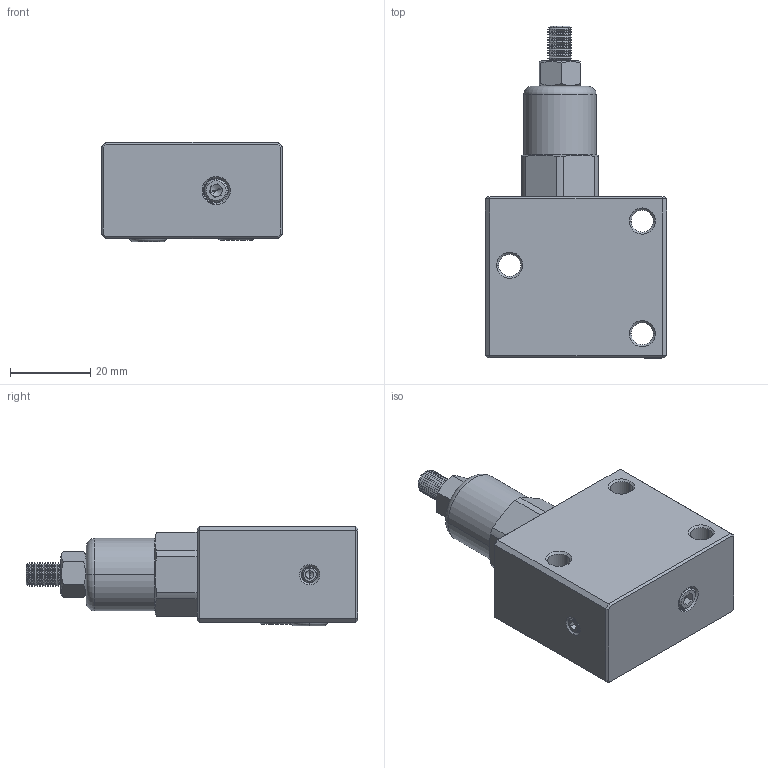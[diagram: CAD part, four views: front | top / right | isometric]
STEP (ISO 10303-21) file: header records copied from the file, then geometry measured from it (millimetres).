
FILE_DESCRIPTION (( 'STEP AP203' ), '1' );
FILE_NAME ('CLSV-A油压顺序阀三维图.STEP', '2013-10-17T06:15:46', ( '微软中国' ), ( '微软用户' ), 'SwSTEP 2.0', 'SolidWorks 2012', '' );
FILE_SCHEMA (( 'CONFIG_CONTROL_DESIGN' ));
Length unit declared in the file: millimetre
Products named in the file (15): CLSV-A油压顺序阀三维图; hexagon nuts grade c gb_GB_FASTENER_NUT_SNC1 M6-S; hex socket set screws with flat point gb_GB_FASTENER_SCREWS_HSFP M6X25-S; 錨璃4; 粟銅1奻絳翐; 粟銅1狟絳翐; 概郋躇裔猾; 掛极裔; 概郋; o-rings series g gb_GB-T 3452.1 5.6x1.8-G; 試紩; 粟2; hex socket set screws with flat point gb11_GB_FASTENER_SCREWS_HSFP M6X6-S; hex socket set screws with flat point gb11_GB_FASTENER_SCREWS_HSFP M4X5-S; 掛极
Assembly tree (16 placements, depth 2):
  CLSV-A油压顺序阀三维图
    掛极
    hex socket set screws with flat point gb11_GB_FASTENER_SCREWS_HSFP M4X5-S  x2
    hex socket set screws with flat point gb11_GB_FASTENER_SCREWS_HSFP M6X6-S
    粟2
    試紩
    o-rings series g gb_GB-T 3452.1 5.6x1.8-G  x2
    概郋
    掛极裔
    概郋躇裔猾
    粟銅1狟絳翐
    粟銅1奻絳翐
    錨璃4
    hex socket set screws with flat point gb_GB_FASTENER_SCREWS_HSFP M6X25-S
    hexagon nuts grade c gb_GB_FASTENER_NUT_SNC1 M6-S
Bounding box: 45 x 82.5 x 24.68 mm (x, y, z)
Volume: 45826.2 mm3; surface area: 20316.3 mm2
Topology: 16 solids, 16 shells, 898 faces, 1982 edges, 1117 vertices
Faces by surface type: cone 390, cylinder 314, plane 136, torus 38, bspline 18, sphere 2
Entity records: 32787 total; most frequent: CARTESIAN_POINT 13643, DIRECTION 3858, ORIENTED_EDGE 3586, EDGE_CURVE 1793, AXIS2_PLACEMENT_3D 1535, VERTEX_POINT 1023, EDGE_LOOP 856, ADVANCED_FACE 814
